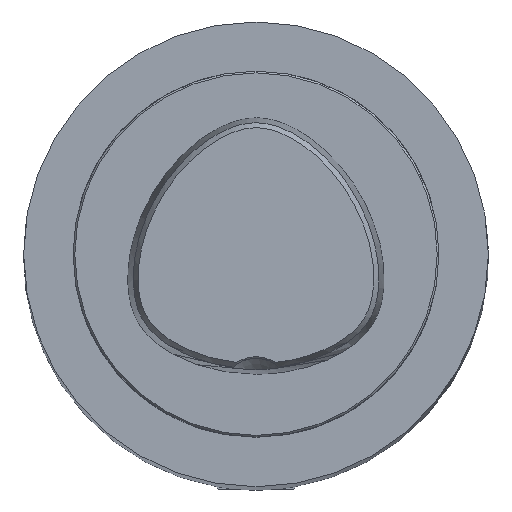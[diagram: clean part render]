
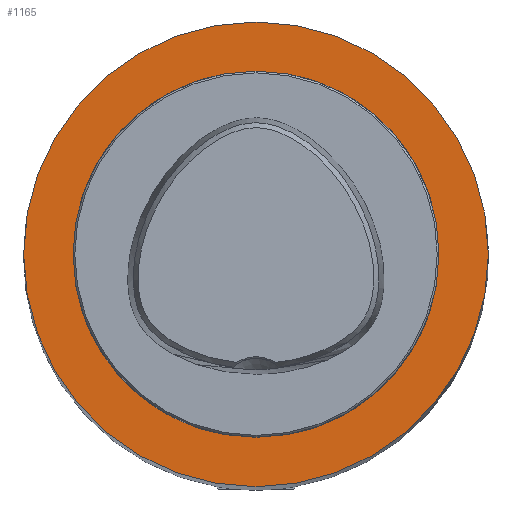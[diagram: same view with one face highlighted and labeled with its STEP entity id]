
A CAD part, top view. The second image highlights one B-rep face of the part: STEP entity #1165.
In plain terms, the highlighted planar face has unit normal (0, 0, 1).
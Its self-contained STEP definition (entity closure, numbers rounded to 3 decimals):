
#1065=FACE_BOUND('',#1591,.T.);
#1066=FACE_BOUND('',#1592,.T.);
#1165=ADVANCED_FACE('',(#1065,#1066),#1332,.T.);
#1332=PLANE('',#3649);
#1591=EDGE_LOOP('',(#1994));
#1592=EDGE_LOOP('',(#1995));
#1778=CIRCLE('',#3613,31.5);
#1783=CIRCLE('',#3648,40.);
#1994=ORIENTED_EDGE('',*,*,#3052,.F.);
#1995=ORIENTED_EDGE('',*,*,#3015,.F.);
#2732=VERTEX_POINT('',#5525);
#2751=VERTEX_POINT('',#5727);
#3015=EDGE_CURVE('',#2732,#2732,#1778,.T.);
#3052=EDGE_CURVE('',#2751,#2751,#1783,.T.);
#3613=AXIS2_PLACEMENT_3D('',#5524,#3961,#3962);
#3648=AXIS2_PLACEMENT_3D('',#5726,#4051,#4052);
#3649=AXIS2_PLACEMENT_3D('',#5728,#4053,#4054);
#3961=DIRECTION('',(0.,0.,1.));
#3962=DIRECTION('',(1.,0.,0.));
#4051=DIRECTION('',(0.,0.,-1.));
#4052=DIRECTION('',(-1.,0.,0.));
#4053=DIRECTION('',(0.,0.,1.));
#4054=DIRECTION('',(1.,0.,0.));
#5524=CARTESIAN_POINT('',(0.,0.,-22.));
#5525=CARTESIAN_POINT('',(31.5,0.,-22.));
#5726=CARTESIAN_POINT('',(0.,0.,-22.));
#5727=CARTESIAN_POINT('',(-40.,0.,-22.));
#5728=CARTESIAN_POINT('',(-40.,0.,-22.));
